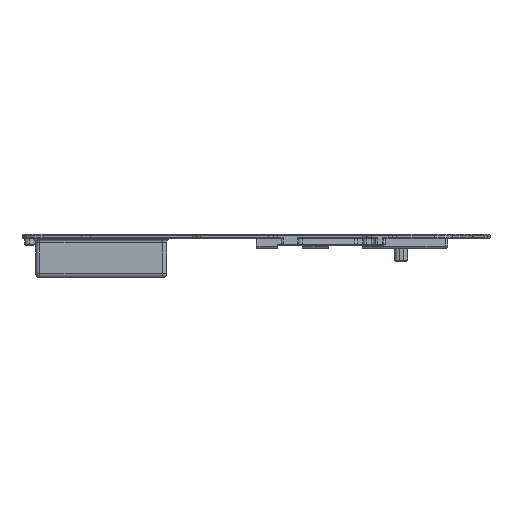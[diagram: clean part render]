
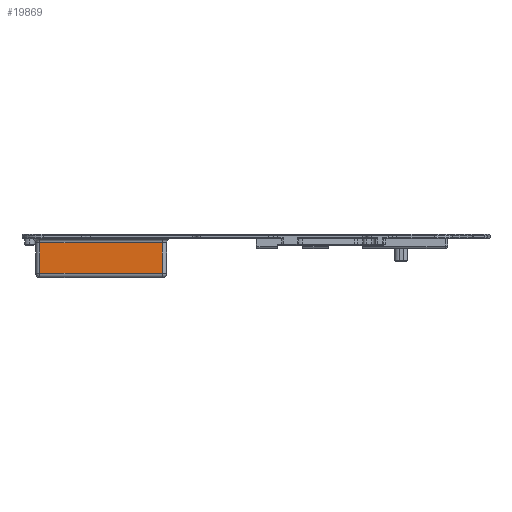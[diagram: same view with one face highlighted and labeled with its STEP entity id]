
A CAD part, left-side view. The second image highlights one B-rep face of the part: STEP entity #19869.
In plain terms, the highlighted planar face has unit normal (-1, 0, 0).
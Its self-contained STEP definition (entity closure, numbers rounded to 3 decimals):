
#2372=DIRECTION('',(0.,1.,0.));
#2373=VECTOR('',#2372,144.);
#2374=CARTESIAN_POINT('',(-215.,185.,-46.06));
#2375=LINE('',#2374,#2373);
#2376=DIRECTION('',(0.,0.,-1.));
#2377=VECTOR('',#2376,36.06);
#2378=CARTESIAN_POINT('',(-215.,329.,-10.));
#2379=LINE('',#2378,#2377);
#2380=DIRECTION('',(0.,1.,0.));
#2381=VECTOR('',#2380,144.);
#2382=CARTESIAN_POINT('',(-215.,185.,-10.));
#2383=LINE('',#2382,#2381);
#2384=DIRECTION('',(0.,0.,-1.));
#2385=VECTOR('',#2384,36.06);
#2386=CARTESIAN_POINT('',(-215.,185.,-10.));
#2387=LINE('',#2386,#2385);
#14655=CARTESIAN_POINT('',(-215.,185.,-10.));
#14657=VERTEX_POINT('',#14655);
#14667=CARTESIAN_POINT('',(-215.,329.,-10.));
#14669=VERTEX_POINT('',#14667);
#14825=CARTESIAN_POINT('',(-215.,185.,-46.06));
#14826=VERTEX_POINT('',#14825);
#14829=CARTESIAN_POINT('',(-215.,329.,-46.06));
#14830=VERTEX_POINT('',#14829);
#19855=CARTESIAN_POINT('',(-215.,334.,0.));
#19856=DIRECTION('',(-1.,0.,0.));
#19857=DIRECTION('',(0.,-1.,0.));
#19858=AXIS2_PLACEMENT_3D('',#19855,#19856,#19857);
#19859=PLANE('',#19858);
#19861=ORIENTED_EDGE('',*,*,#19860,.T.);
#19863=ORIENTED_EDGE('',*,*,#19862,.F.);
#19865=ORIENTED_EDGE('',*,*,#19864,.F.);
#19866=ORIENTED_EDGE('',*,*,#19846,.T.);
#19867=EDGE_LOOP('',(#19861,#19863,#19865,#19866));
#19868=FACE_OUTER_BOUND('',#19867,.F.);
#19869=ADVANCED_FACE('',(#19868),#19859,.T.);
#19846=EDGE_CURVE('',#14657,#14826,#2387,.T.);
#19860=EDGE_CURVE('',#14826,#14830,#2375,.T.);
#19862=EDGE_CURVE('',#14669,#14830,#2379,.T.);
#19864=EDGE_CURVE('',#14657,#14669,#2383,.T.);
